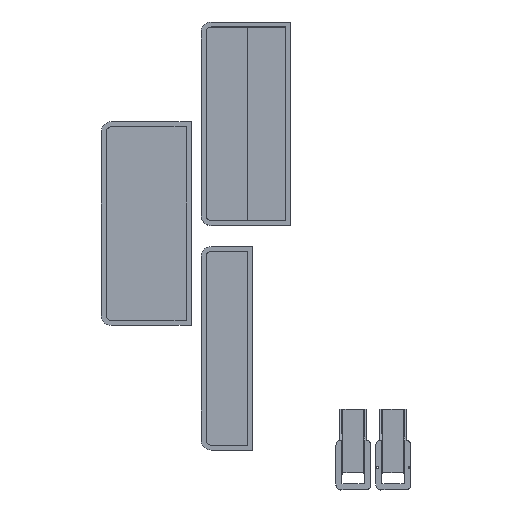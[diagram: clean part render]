
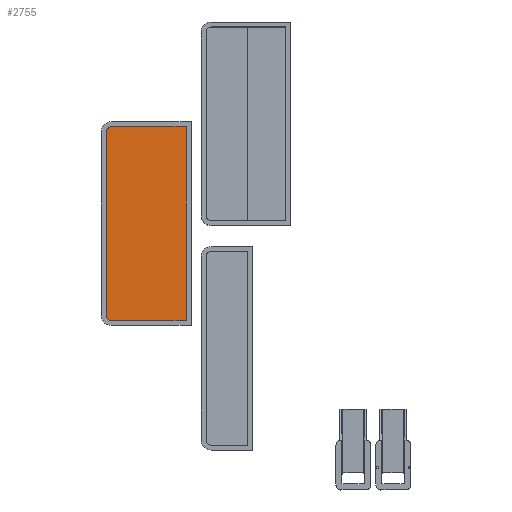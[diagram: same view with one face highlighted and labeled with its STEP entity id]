
A CAD part, top view. The second image highlights one B-rep face of the part: STEP entity #2755.
In plain terms, the highlighted planar face has unit normal (0, 0, 1).
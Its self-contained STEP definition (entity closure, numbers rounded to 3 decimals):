
#104=PLANE('',#2976);
#296=FACE_OUTER_BOUND('',#459,.T.);
#459=EDGE_LOOP('',(#2284,#2285,#2286,#2287,#2288,#2289));
#685=LINE('',#4601,#957);
#690=LINE('',#4616,#962);
#691=LINE('',#4618,#963);
#692=LINE('',#4619,#964);
#957=VECTOR('',#3499,10.);
#962=VECTOR('',#3512,10.);
#963=VECTOR('',#3515,10.);
#964=VECTOR('',#3516,10.);
#1113=CIRCLE('',#2970,5.);
#1115=CIRCLE('',#2974,5.);
#1293=VERTEX_POINT('',#4591);
#1294=VERTEX_POINT('',#4593);
#1296=VERTEX_POINT('',#4599);
#1298=VERTEX_POINT('',#4605);
#1300=VERTEX_POINT('',#4610);
#1302=VERTEX_POINT('',#4614);
#1634=EDGE_CURVE('',#1294,#1293,#1113,.T.);
#1638=EDGE_CURVE('',#1296,#1293,#685,.F.);
#1641=EDGE_CURVE('',#1296,#1298,#1115,.T.);
#1645=EDGE_CURVE('',#1300,#1302,#690,.F.);
#1646=EDGE_CURVE('',#1300,#1298,#691,.F.);
#1647=EDGE_CURVE('',#1302,#1294,#692,.F.);
#2284=ORIENTED_EDGE('',*,*,#1634,.T.);
#2285=ORIENTED_EDGE('',*,*,#1638,.F.);
#2286=ORIENTED_EDGE('',*,*,#1641,.T.);
#2287=ORIENTED_EDGE('',*,*,#1646,.F.);
#2288=ORIENTED_EDGE('',*,*,#1645,.T.);
#2289=ORIENTED_EDGE('',*,*,#1647,.T.);
#2755=ADVANCED_FACE('',(#296),#104,.F.);
#2970=AXIS2_PLACEMENT_3D('',#4594,#3492,#3493);
#2974=AXIS2_PLACEMENT_3D('',#4607,#3505,#3506);
#2976=AXIS2_PLACEMENT_3D('',#4617,#3513,#3514);
#3492=DIRECTION('center_axis',(0.,0.,1.));
#3493=DIRECTION('ref_axis',(-0.707,0.707,0.));
#3499=DIRECTION('',(0.,-1.,0.));
#3505=DIRECTION('center_axis',(0.,0.,1.));
#3506=DIRECTION('ref_axis',(-0.707,-0.707,0.));
#3512=DIRECTION('',(0.,-1.,0.));
#3513=DIRECTION('center_axis',(0.,0.,-1.));
#3514=DIRECTION('ref_axis',(-1.,0.,0.));
#3515=DIRECTION('',(1.,0.,0.));
#3516=DIRECTION('',(1.,0.,0.));
#4591=CARTESIAN_POINT('',(-141.519,144.,-17.));
#4593=CARTESIAN_POINT('',(-136.519,149.,-17.));
#4594=CARTESIAN_POINT('Origin',(-136.519,144.,-17.));
#4599=CARTESIAN_POINT('',(-141.519,-40.,-17.));
#4601=CARTESIAN_POINT('',(-141.519,-50.,-17.));
#4605=CARTESIAN_POINT('',(-136.519,-45.,-17.));
#4607=CARTESIAN_POINT('Origin',(-136.519,-40.,-17.));
#4610=CARTESIAN_POINT('',(-61.519,-45.,-17.));
#4614=CARTESIAN_POINT('',(-61.519,149.,-17.));
#4616=CARTESIAN_POINT('',(-61.519,-50.,-17.));
#4617=CARTESIAN_POINT('Origin',(-95.019,-50.,-17.));
#4618=CARTESIAN_POINT('',(-79.019,-45.,-17.));
#4619=CARTESIAN_POINT('',(-98.269,149.,-17.));
